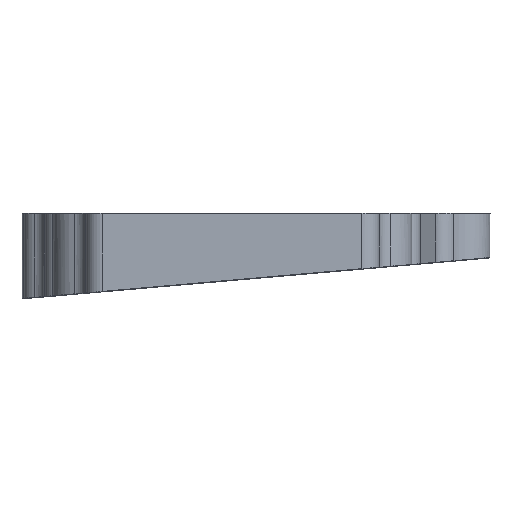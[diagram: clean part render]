
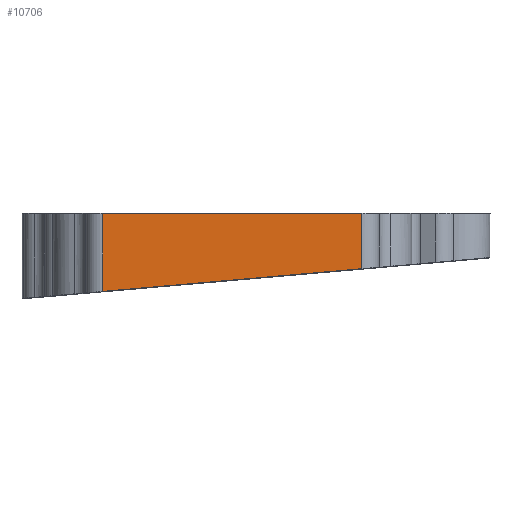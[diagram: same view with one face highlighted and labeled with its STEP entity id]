
A CAD part, left-side view. The second image highlights one B-rep face of the part: STEP entity #10706.
In plain terms, the highlighted planar face has unit normal (-1, 0, 0).
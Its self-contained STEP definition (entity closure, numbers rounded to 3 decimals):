
#289=PLANE('',#12138);
#919=LINE('',#18645,#1653);
#992=LINE('',#19735,#1726);
#1011=LINE('',#19932,#1745);
#1012=LINE('',#19934,#1746);
#1653=VECTOR('',#14984,10.);
#1726=VECTOR('',#15535,10.);
#1745=VECTOR('',#15618,10.);
#1746=VECTOR('',#15621,10.);
#2708=FACE_OUTER_BOUND('',#3393,.T.);
#3393=EDGE_LOOP('',(#9605,#9606,#9607,#9608));
#5108=VERTEX_POINT('',#18639);
#5109=VERTEX_POINT('',#18643);
#5225=VERTEX_POINT('',#19727);
#5227=VERTEX_POINT('',#19733);
#6496=EDGE_CURVE('',#5109,#5108,#919,.T.);
#6725=EDGE_CURVE('',#5227,#5225,#992,.T.);
#6759=EDGE_CURVE('',#5225,#5109,#1011,.T.);
#6760=EDGE_CURVE('',#5108,#5227,#1012,.T.);
#9605=ORIENTED_EDGE('',*,*,#6496,.F.);
#9606=ORIENTED_EDGE('',*,*,#6759,.F.);
#9607=ORIENTED_EDGE('',*,*,#6725,.F.);
#9608=ORIENTED_EDGE('',*,*,#6760,.F.);
#10706=ADVANCED_FACE('',(#2708),#289,.T.);
#12138=AXIS2_PLACEMENT_3D('',#19933,#15619,#15620);
#14984=DIRECTION('',(0.,-1.,0.));
#15535=DIRECTION('',(0.,0.996,-0.087));
#15618=DIRECTION('',(0.,0.,1.));
#15619=DIRECTION('center_axis',(-1.,0.,0.));
#15620=DIRECTION('ref_axis',(0.,1.,0.));
#15621=DIRECTION('',(0.,0.,-1.));
#18639=CARTESIAN_POINT('',(-5.38,22.42,1.7));
#18643=CARTESIAN_POINT('',(-5.38,82.519,1.7));
#18645=CARTESIAN_POINT('',(-5.38,32.696,1.7));
#19727=CARTESIAN_POINT('',(-5.38,82.519,-16.355));
#19733=CARTESIAN_POINT('',(-5.38,22.42,-11.097));
#19735=CARTESIAN_POINT('',(-5.38,59.487,-14.34));
#19932=CARTESIAN_POINT('',(-5.38,82.519,-2.));
#19933=CARTESIAN_POINT('Origin',(-5.38,18.42,-2.));
#19934=CARTESIAN_POINT('',(-5.38,22.42,-2.));
